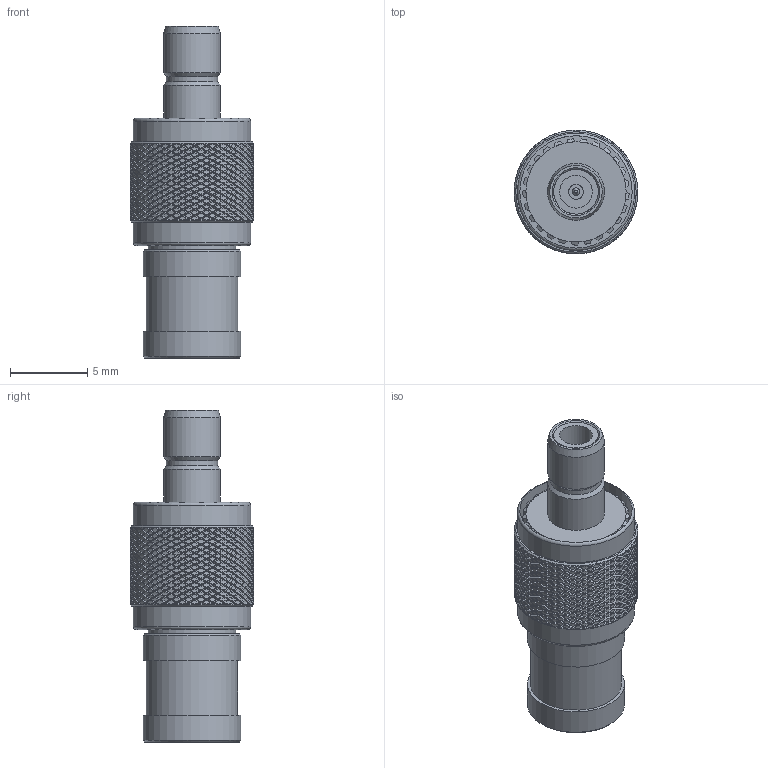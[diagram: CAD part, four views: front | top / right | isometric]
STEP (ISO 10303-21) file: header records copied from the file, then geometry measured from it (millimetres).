
FILE_DESCRIPTION(/* description */ ('Unknown'),/* implementation_level */ '2;1');
FILE_NAME(/* name */ '64416216111000',/* time_stamp */ '2020-02-13T11:51:57+01:00',/* author */ ('Unknown'),/* organization */ ('Unknown'),/* preprocessor_version */ 'ST-DEVELOPER v16.7',/* originating_system */ 'DEX',/* authorisation */ $);
FILE_SCHEMA (('AUTOMOTIVE_DESIGN {1 0 10303 214 3 1 1}'));
Products named in the file (1): 64416216111000
Bounding box: 8 x 8 x 21.5 mm (x, y, z)
Volume: 514.1 mm3; surface area: 1738.6 mm2
Topology: 8 solids, 8 shells, 5209 faces, 10935 edges, 5757 vertices
Faces by surface type: bspline 3456, cylinder 1133, plane 546, cone 70, torus 4
Full cylindrical faces by diameter (mm): 0.5 x2, 0.95 x1, 0.955 x2, 0.96 x1, 1.22 x1, 2 x1, 2.12 x1, 2.9 x2, 2.97 x1, 3 x1, 3.32 x1, 3.68 x2, 4 x1, 4.03 x1, 4.05 x1, 4.168 x1, 4.4 x1, 4.5 x1, 4.639 x2, 4.8 x1, 5.68 x1, 5.688 x1, 5.901 x1, 6.3 x2, 7.28 x2, 7.6 x2
Entity records: 207871 total; most frequent: CARTESIAN_POINT 136426, ORIENTED_EDGE 21732, EDGE_CURVE 10866, DIRECTION 6126, VERTEX_POINT 5738, EDGE_LOOP 5288, FACE_BOUND 5288, ADVANCED_FACE 5209
